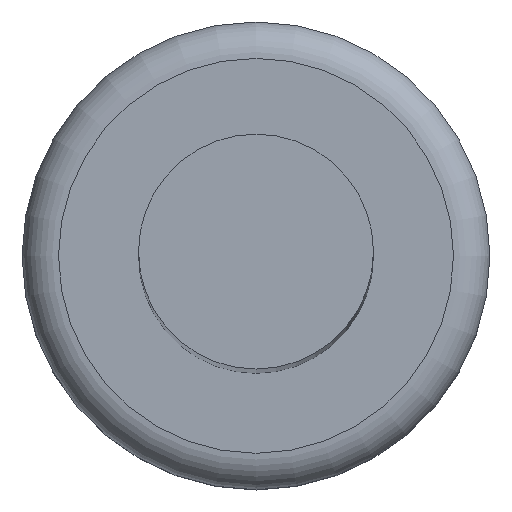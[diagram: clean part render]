
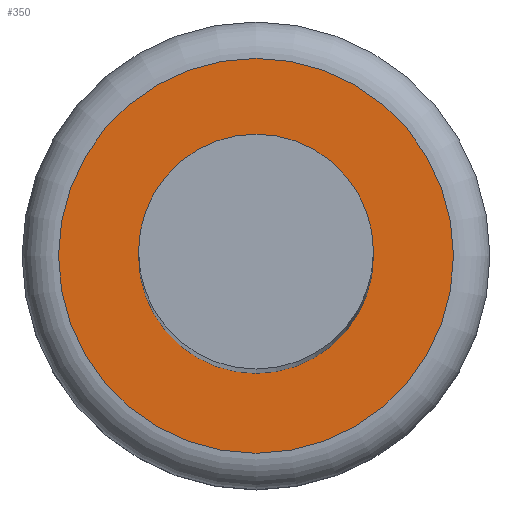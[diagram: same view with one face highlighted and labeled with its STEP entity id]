
A CAD part, top view. The second image highlights one B-rep face of the part: STEP entity #350.
In plain terms, the highlighted planar face has unit normal (0, 0, 1).
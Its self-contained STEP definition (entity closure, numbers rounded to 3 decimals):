
#16=FACE_BOUND('',#70,.T.);
#20=CIRCLE('',#380,0.967);
#25=CIRCLE('',#390,1.625);
#48=FACE_OUTER_BOUND('',#69,.T.);
#69=EDGE_LOOP('',(#313));
#70=EDGE_LOOP('',(#314));
#172=VERTEX_POINT('',#566);
#176=VERTEX_POINT('',#582);
#215=EDGE_CURVE('',#172,#172,#20,.T.);
#221=EDGE_CURVE('',#176,#176,#25,.T.);
#313=ORIENTED_EDGE('',*,*,#221,.F.);
#314=ORIENTED_EDGE('',*,*,#215,.T.);
#330=PLANE('',#392);
#350=ADVANCED_FACE('',(#48,#16),#330,.T.);
#380=AXIS2_PLACEMENT_3D('',#568,#462,#463);
#390=AXIS2_PLACEMENT_3D('',#583,#483,#484);
#392=AXIS2_PLACEMENT_3D('',#585,#487,#488);
#462=DIRECTION('center_axis',(0.,0.,-1.));
#463=DIRECTION('ref_axis',(-1.,0.,0.));
#483=DIRECTION('center_axis',(0.,0.,-1.));
#484=DIRECTION('ref_axis',(1.,0.,0.));
#487=DIRECTION('center_axis',(0.,0.,1.));
#488=DIRECTION('ref_axis',(1.,0.,0.));
#566=CARTESIAN_POINT('',(0.967,0.,1.6));
#568=CARTESIAN_POINT('Origin',(0.,0.,1.6));
#582=CARTESIAN_POINT('',(-1.625,0.,1.6));
#583=CARTESIAN_POINT('Origin',(0.,0.,1.6));
#585=CARTESIAN_POINT('Origin',(0.,0.,1.6));
